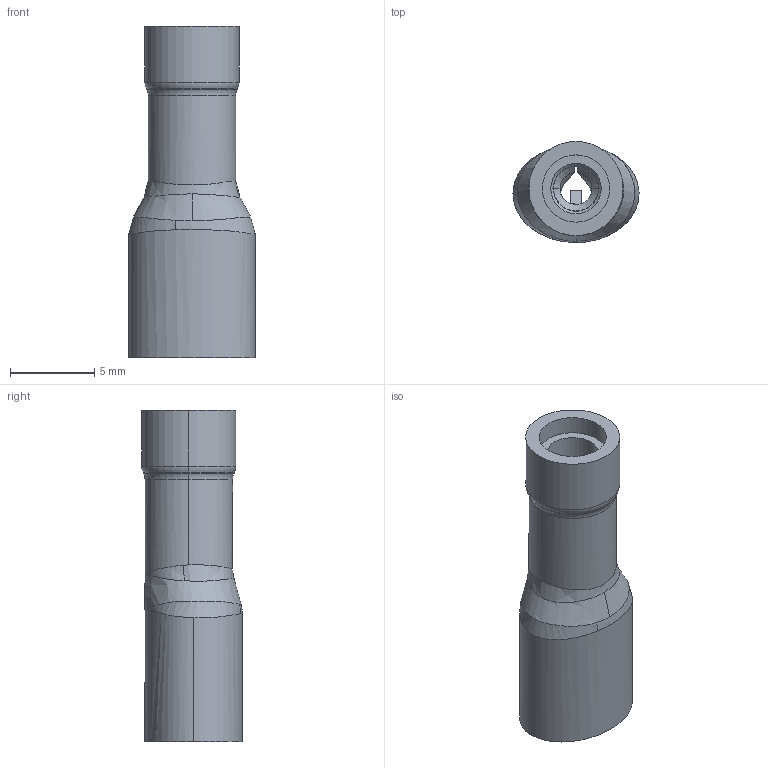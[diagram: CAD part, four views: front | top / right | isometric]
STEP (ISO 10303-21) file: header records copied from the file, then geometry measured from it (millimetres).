
FILE_DESCRIPTION (( 'STEP AP203' ), '1' );
FILE_NAME ('00193.STEP', '2024-09-05T08:13:34', ( '' ), ( '' ), 'SwSTEP 2.0', 'SolidWorks 2022', '' );
FILE_SCHEMA (( 'CONFIG_CONTROL_DESIGN' ));
Length unit declared in the file: millimetre
Products named in the file (1): 00193
Bounding box: 7.5 x 5.98 x 19.7 mm (x, y, z)
Volume: 314.3 mm3; surface area: 983.5 mm2
Topology: 1 solids, 1 shells, 139 faces, 402 edges, 271 vertices
Faces by surface type: cylinder 50, plane 49, bspline 25, cone 11, torus 4
Entity records: 6660 total; most frequent: CARTESIAN_POINT 3173, ORIENTED_EDGE 780, DIRECTION 617, EDGE_CURVE 390, VERTEX_POINT 247, AXIS2_PLACEMENT_3D 210, LINE 197, VECTOR 197
